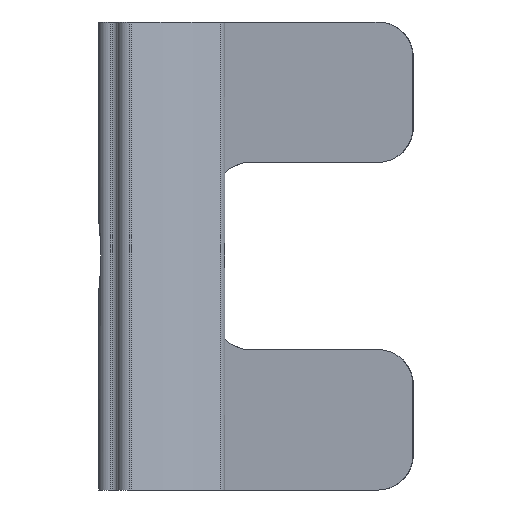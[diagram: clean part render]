
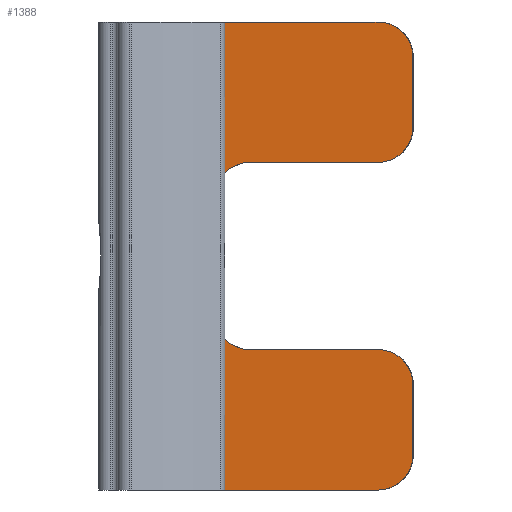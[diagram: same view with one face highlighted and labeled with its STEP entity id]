
A CAD part, left-side view. The second image highlights one B-rep face of the part: STEP entity #1388.
In plain terms, the highlighted planar face has unit normal (-0.996, 0.087, 0).
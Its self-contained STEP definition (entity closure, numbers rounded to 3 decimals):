
#6 = EDGE_CURVE ( 'NONE', #164, #1345, #1032, .T. ) ;
#7 = CARTESIAN_POINT ( 'NONE',  ( 5.304, -3.761, 2.5 ) ) ;
#32 = CIRCLE ( 'NONE', #1312, 1.5 ) ;
#51 = CARTESIAN_POINT ( 'NONE',  ( 5.435, -2.267, 2.5 ) ) ;
#57 = VERTEX_POINT ( 'NONE', #1166 ) ;
#69 = CARTESIAN_POINT ( 'NONE',  ( 5.304, -3.761, -2.5 ) ) ;
#77 = VERTEX_POINT ( 'NONE', #351 ) ;
#81 = EDGE_CURVE ( 'NONE', #1345, #57, #845, .T. ) ;
#85 = VERTEX_POINT ( 'NONE', #793 ) ;
#101 = CARTESIAN_POINT ( 'NONE',  ( 5.435, -2.267, -4. ) ) ;
#125 = CARTESIAN_POINT ( 'NONE',  ( 5.665, 0.367, -22.719 ) ) ;
#136 = EDGE_CURVE ( 'NONE', #463, #885, #1013, .T. ) ;
#150 = DIRECTION ( 'NONE',  ( 0., 0., 1. ) ) ;
#152 = VECTOR ( 'NONE', #159, 1000. ) ;
#156 = CARTESIAN_POINT ( 'NONE',  ( 4.825, -9.24, -5.5 ) ) ;
#158 = EDGE_CURVE ( 'NONE', #220, #1075, #1356, .T. ) ;
#159 = DIRECTION ( 'NONE',  ( -0.087, -0.996, 0. ) ) ;
#164 = VERTEX_POINT ( 'NONE', #1307 ) ;
#166 = LINE ( 'NONE', #514, #378 ) ;
#167 = CARTESIAN_POINT ( 'NONE',  ( 4.825, -9.24, -4. ) ) ;
#169 = EDGE_CURVE ( 'NONE', #802, #750, #864, .T. ) ;
#183 = CARTESIAN_POINT ( 'NONE',  ( 4.694, -10.734, -8.5 ) ) ;
#186 = DIRECTION ( 'NONE',  ( -0.087, -0.996, 0. ) ) ;
#187 = VECTOR ( 'NONE', #150, 1000. ) ;
#189 = DIRECTION ( 'NONE',  ( -0.087, -0.996, 0. ) ) ;
#207 = ORIENTED_EDGE ( 'NONE', *, *, #81, .T. ) ;
#213 = AXIS2_PLACEMENT_3D ( 'NONE', #156, #1317, #319 ) ;
#220 = VERTEX_POINT ( 'NONE', #494 ) ;
#239 = CARTESIAN_POINT ( 'NONE',  ( 4.825, -9.24, -10. ) ) ;
#272 = DIRECTION ( 'NONE',  ( -0.087, -0.996, 0. ) ) ;
#284 = EDGE_CURVE ( 'NONE', #761, #750, #1012, .T. ) ;
#285 = DIRECTION ( 'NONE',  ( 0., 0., 1. ) ) ;
#286 = DIRECTION ( 'NONE',  ( -0.087, -0.996, 0. ) ) ;
#292 = EDGE_CURVE ( 'NONE', #57, #220, #1222, .T. ) ;
#307 = DIRECTION ( 'NONE',  ( -0.087, -0.996, 0. ) ) ;
#319 = DIRECTION ( 'NONE',  ( -0.087, -0.996, 0. ) ) ;
#331 = ORIENTED_EDGE ( 'NONE', *, *, #867, .T. ) ;
#349 = ORIENTED_EDGE ( 'NONE', *, *, #559, .T. ) ;
#351 = CARTESIAN_POINT ( 'NONE',  ( 5.665, 0.367, -10. ) ) ;
#378 = VECTOR ( 'NONE', #959, 1000. ) ;
#404 = VERTEX_POINT ( 'NONE', #1467 ) ;
#452 = ORIENTED_EDGE ( 'NONE', *, *, #292, .T. ) ;
#463 = VERTEX_POINT ( 'NONE', #239 ) ;
#476 = CARTESIAN_POINT ( 'NONE',  ( 4.694, -10.734, -22.719 ) ) ;
#494 = CARTESIAN_POINT ( 'NONE',  ( 4.825, -9.24, 4. ) ) ;
#514 = CARTESIAN_POINT ( 'NONE',  ( 4.694, -10.734, -4. ) ) ;
#531 = DIRECTION ( 'NONE',  ( -0.996, 0.087, 0. ) ) ;
#546 = EDGE_CURVE ( 'NONE', #77, #802, #915, .T. ) ;
#549 = CARTESIAN_POINT ( 'NONE',  ( 4.694, -10.734, -22.719 ) ) ;
#559 = EDGE_CURVE ( 'NONE', #77, #463, #1403, .T. ) ;
#574 = DIRECTION ( 'NONE',  ( 0.996, -0.087, 0. ) ) ;
#594 = AXIS2_PLACEMENT_3D ( 'NONE', #1212, #531, #186 ) ;
#595 = CARTESIAN_POINT ( 'NONE',  ( 4.694, -10.734, -10. ) ) ;
#596 = DIRECTION ( 'NONE',  ( -0.996, 0.087, 0. ) ) ;
#631 = DIRECTION ( 'NONE',  ( 0.996, -0.087, 0. ) ) ;
#637 = VECTOR ( 'NONE', #840, 1000. ) ;
#650 = DIRECTION ( 'NONE',  ( 0., 0., 1. ) ) ;
#651 = VECTOR ( 'NONE', #650, 1000. ) ;
#705 = AXIS2_PLACEMENT_3D ( 'NONE', #1308, #1181, #286 ) ;
#712 = EDGE_CURVE ( 'NONE', #885, #85, #1359, .T. ) ;
#741 = VECTOR ( 'NONE', #307, 1000. ) ;
#750 = VERTEX_POINT ( 'NONE', #1389 ) ;
#761 = VERTEX_POINT ( 'NONE', #1396 ) ;
#777 = VERTEX_POINT ( 'NONE', #167 ) ;
#793 = CARTESIAN_POINT ( 'NONE',  ( 4.694, -10.734, -5.5 ) ) ;
#796 = CARTESIAN_POINT ( 'NONE',  ( 4.694, -10.734, 10. ) ) ;
#798 = VECTOR ( 'NONE', #285, 1000. ) ;
#802 = VERTEX_POINT ( 'NONE', #946 ) ;
#840 = DIRECTION ( 'NONE',  ( -0.087, -0.996, 0. ) ) ;
#845 = CIRCLE ( 'NONE', #1416, 1.5 ) ;
#848 = ORIENTED_EDGE ( 'NONE', *, *, #1066, .T. ) ;
#849 = CIRCLE ( 'NONE', #213, 1.5 ) ;
#864 = LINE ( 'NONE', #796, #637 ) ;
#867 = EDGE_CURVE ( 'NONE', #777, #404, #166, .T. ) ;
#885 = VERTEX_POINT ( 'NONE', #183 ) ;
#912 = EDGE_CURVE ( 'NONE', #404, #164, #32, .T. ) ;
#915 = LINE ( 'NONE', #125, #798 ) ;
#942 = CARTESIAN_POINT ( 'NONE',  ( 4.825, -9.24, 5.5 ) ) ;
#946 = CARTESIAN_POINT ( 'NONE',  ( 5.665, 0.367, 10. ) ) ;
#959 = DIRECTION ( 'NONE',  ( 0.087, 0.996, 0. ) ) ;
#976 = CARTESIAN_POINT ( 'NONE',  ( 4.694, -10.734, 4. ) ) ;
#984 = ORIENTED_EDGE ( 'NONE', *, *, #284, .T. ) ;
#1012 = CIRCLE ( 'NONE', #594, 1.5 ) ;
#1013 = CIRCLE ( 'NONE', #1091, 1.5 ) ;
#1032 = LINE ( 'NONE', #101, #1282 ) ;
#1066 = EDGE_CURVE ( 'NONE', #1075, #761, #1261, .T. ) ;
#1075 = VERTEX_POINT ( 'NONE', #1449 ) ;
#1091 = AXIS2_PLACEMENT_3D ( 'NONE', #1273, #1409, #272 ) ;
#1099 = ORIENTED_EDGE ( 'NONE', *, *, #136, .T. ) ;
#1115 = ORIENTED_EDGE ( 'NONE', *, *, #912, .T. ) ;
#1123 = ORIENTED_EDGE ( 'NONE', *, *, #158, .T. ) ;
#1127 = ORIENTED_EDGE ( 'NONE', *, *, #169, .F. ) ;
#1131 = DIRECTION ( 'NONE',  ( 0., 0., 1. ) ) ;
#1166 = CARTESIAN_POINT ( 'NONE',  ( 5.304, -3.761, 4. ) ) ;
#1180 = DIRECTION ( 'NONE',  ( -0.087, -0.996, 0. ) ) ;
#1181 = DIRECTION ( 'NONE',  ( -0.996, 0.087, 0. ) ) ;
#1193 = AXIS2_PLACEMENT_3D ( 'NONE', #942, #596, #1180 ) ;
#1205 = PLANE ( 'NONE',  #705 ) ;
#1212 = CARTESIAN_POINT ( 'NONE',  ( 4.825, -9.24, 8.5 ) ) ;
#1222 = LINE ( 'NONE', #976, #741 ) ;
#1261 = LINE ( 'NONE', #549, #651 ) ;
#1264 = DIRECTION ( 'NONE',  ( -0.087, -0.996, 0. ) ) ;
#1273 = CARTESIAN_POINT ( 'NONE',  ( 4.825, -9.24, -8.5 ) ) ;
#1282 = VECTOR ( 'NONE', #1131, 1000. ) ;
#1286 = ORIENTED_EDGE ( 'NONE', *, *, #712, .T. ) ;
#1307 = CARTESIAN_POINT ( 'NONE',  ( 5.435, -2.267, -2.5 ) ) ;
#1308 = CARTESIAN_POINT ( 'NONE',  ( 4.694, -10.734, -22.719 ) ) ;
#1312 = AXIS2_PLACEMENT_3D ( 'NONE', #69, #631, #189 ) ;
#1317 = DIRECTION ( 'NONE',  ( -0.996, 0.087, 0. ) ) ;
#1345 = VERTEX_POINT ( 'NONE', #51 ) ;
#1349 = EDGE_LOOP ( 'NONE', ( #848, #984, #1127, #1417, #349, #1099, #1286, #1363, #331, #1115, #1462, #207, #452, #1123 ) ) ;
#1356 = CIRCLE ( 'NONE', #1193, 1.5 ) ;
#1359 = LINE ( 'NONE', #476, #187 ) ;
#1361 = FACE_OUTER_BOUND ( 'NONE', #1349, .T. ) ;
#1363 = ORIENTED_EDGE ( 'NONE', *, *, #1411, .T. ) ;
#1388 = ADVANCED_FACE ( 'NONE', ( #1361 ), #1205, .T. ) ;
#1389 = CARTESIAN_POINT ( 'NONE',  ( 4.825, -9.24, 10. ) ) ;
#1396 = CARTESIAN_POINT ( 'NONE',  ( 4.694, -10.734, 8.5 ) ) ;
#1403 = LINE ( 'NONE', #595, #152 ) ;
#1409 = DIRECTION ( 'NONE',  ( -0.996, 0.087, 0. ) ) ;
#1411 = EDGE_CURVE ( 'NONE', #85, #777, #849, .T. ) ;
#1416 = AXIS2_PLACEMENT_3D ( 'NONE', #7, #574, #1264 ) ;
#1417 = ORIENTED_EDGE ( 'NONE', *, *, #546, .F. ) ;
#1449 = CARTESIAN_POINT ( 'NONE',  ( 4.694, -10.734, 5.5 ) ) ;
#1462 = ORIENTED_EDGE ( 'NONE', *, *, #6, .T. ) ;
#1467 = CARTESIAN_POINT ( 'NONE',  ( 5.304, -3.761, -4. ) ) ;
